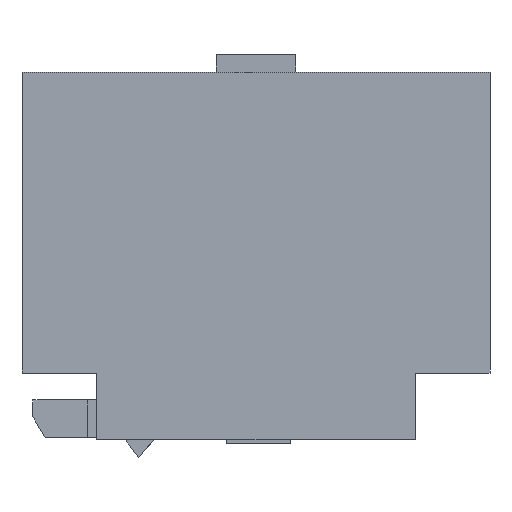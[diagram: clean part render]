
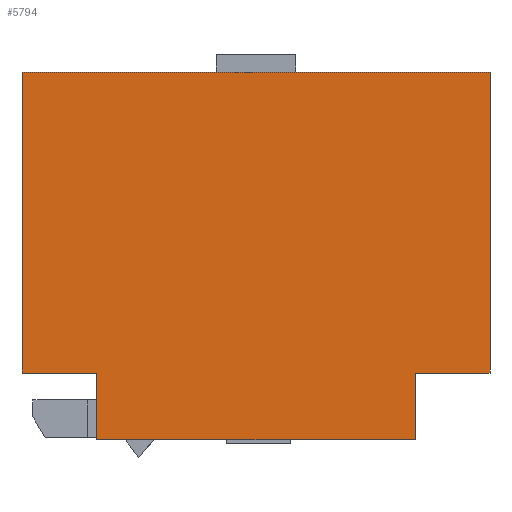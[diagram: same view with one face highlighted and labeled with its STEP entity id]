
A CAD part, left-side view. The second image highlights one B-rep face of the part: STEP entity #5794.
In plain terms, the highlighted planar face has unit normal (-1, 0, 0).
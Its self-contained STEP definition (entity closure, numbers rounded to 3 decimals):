
#1=DIRECTION('',(0.,0.,1.));
#2=VECTOR('',#1,30.2);
#3=CARTESIAN_POINT('',(0.,-7.5,6.7));
#4=LINE('',#3,#2);
#5=DIRECTION('',(0.,-1.,0.));
#6=VECTOR('',#5,7.5);
#7=CARTESIAN_POINT('',(0.,0.,6.7));
#8=LINE('',#7,#6);
#9=DIRECTION('',(0.,0.,1.));
#10=VECTOR('',#9,6.7);
#11=CARTESIAN_POINT('',(0.,0.,0.));
#12=LINE('',#11,#10);
#13=DIRECTION('',(0.,-1.,0.));
#14=VECTOR('',#13,32.);
#15=CARTESIAN_POINT('',(0.,32.,0.));
#16=LINE('',#15,#14);
#17=DIRECTION('',(0.,0.,-1.));
#18=VECTOR('',#17,6.7);
#19=CARTESIAN_POINT('',(0.,32.,6.7));
#20=LINE('',#19,#18);
#21=DIRECTION('',(0.,-1.,0.));
#22=VECTOR('',#21,7.5);
#23=CARTESIAN_POINT('',(0.,39.5,6.7));
#24=LINE('',#23,#22);
#25=DIRECTION('',(0.,0.,-1.));
#26=VECTOR('',#25,30.2);
#27=CARTESIAN_POINT('',(0.,39.5,36.9));
#28=LINE('',#27,#26);
#29=DIRECTION('',(0.,1.,0.));
#30=VECTOR('',#29,47.);
#31=CARTESIAN_POINT('',(0.,-7.5,36.9));
#32=LINE('',#31,#30);
#4387=CARTESIAN_POINT('',(0.,-7.5,6.7));
#4388=CARTESIAN_POINT('',(0.,-7.5,36.9));
#4389=VERTEX_POINT('',#4387);
#4390=VERTEX_POINT('',#4388);
#4391=CARTESIAN_POINT('',(0.,32.,0.));
#4392=CARTESIAN_POINT('',(0.,0.,0.));
#4393=VERTEX_POINT('',#4391);
#4394=VERTEX_POINT('',#4392);
#4403=CARTESIAN_POINT('',(0.,39.5,36.9));
#4404=VERTEX_POINT('',#4403);
#4405=CARTESIAN_POINT('',(0.,39.5,6.7));
#4406=VERTEX_POINT('',#4405);
#4407=CARTESIAN_POINT('',(0.,32.,6.7));
#4408=VERTEX_POINT('',#4407);
#4409=CARTESIAN_POINT('',(0.,0.,6.7));
#4410=VERTEX_POINT('',#4409);
#5771=CARTESIAN_POINT('',(0.,-7.5,0.));
#5772=DIRECTION('',(-1.,0.,0.));
#5773=DIRECTION('',(0.,0.,1.));
#5774=AXIS2_PLACEMENT_3D('',#5771,#5772,#5773);
#5775=PLANE('',#5774);
#5777=ORIENTED_EDGE('',*,*,#5776,.F.);
#5779=ORIENTED_EDGE('',*,*,#5778,.F.);
#5781=ORIENTED_EDGE('',*,*,#5780,.F.);
#5783=ORIENTED_EDGE('',*,*,#5782,.F.);
#5785=ORIENTED_EDGE('',*,*,#5784,.F.);
#5787=ORIENTED_EDGE('',*,*,#5786,.F.);
#5789=ORIENTED_EDGE('',*,*,#5788,.F.);
#5791=ORIENTED_EDGE('',*,*,#5790,.F.);
#5792=EDGE_LOOP('',(#5777,#5779,#5781,#5783,#5785,#5787,#5789,#5791));
#5793=FACE_OUTER_BOUND('',#5792,.F.);
#5776=EDGE_CURVE('',#4389,#4390,#4,.T.);
#5778=EDGE_CURVE('',#4410,#4389,#8,.T.);
#5780=EDGE_CURVE('',#4394,#4410,#12,.T.);
#5782=EDGE_CURVE('',#4393,#4394,#16,.T.);
#5784=EDGE_CURVE('',#4408,#4393,#20,.T.);
#5786=EDGE_CURVE('',#4406,#4408,#24,.T.);
#5788=EDGE_CURVE('',#4404,#4406,#28,.T.);
#5790=EDGE_CURVE('',#4390,#4404,#32,.T.);
#5794=ADVANCED_FACE('',(#5793),#5775,.T.);
